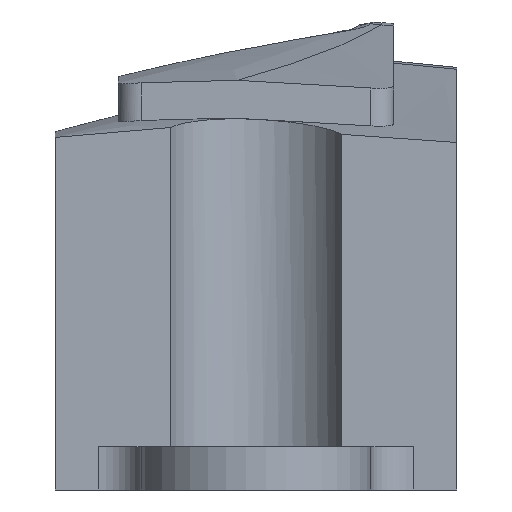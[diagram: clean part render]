
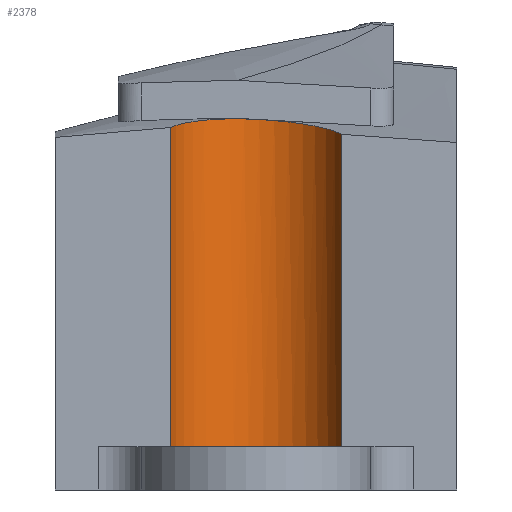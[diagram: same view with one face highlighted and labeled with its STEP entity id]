
A CAD part, left-side view. The second image highlights one B-rep face of the part: STEP entity #2378.
In plain terms, the highlighted cylindrical face has radius 3.15 mm (diameter 6.3 mm), a partial arc.
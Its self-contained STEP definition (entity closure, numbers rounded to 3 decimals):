
#493=CARTESIAN_POINT('',(-17.5,-34.013,15.124));
#494=CARTESIAN_POINT('',(-17.304,-34.078,15.156));
#495=CARTESIAN_POINT('',(-16.931,-34.247,15.216));
#496=CARTESIAN_POINT('',(-16.443,-34.59,15.295));
#497=CARTESIAN_POINT('',(-16.029,-35.017,15.361));
#498=CARTESIAN_POINT('',(-15.702,-35.512,15.408));
#499=CARTESIAN_POINT('',(-15.548,-35.882,15.423));
#500=CARTESIAN_POINT('',(-15.489,-36.074,15.426));
#502=CARTESIAN_POINT('',(-15.489,-36.074,15.426));
#503=CARTESIAN_POINT('',(-15.411,-36.328,15.429));
#504=CARTESIAN_POINT('',(-15.319,-36.859,15.421));
#505=CARTESIAN_POINT('',(-15.386,-37.67,15.37));
#506=CARTESIAN_POINT('',(-15.659,-38.439,15.283));
#507=CARTESIAN_POINT('',(-16.121,-39.118,15.167));
#508=CARTESIAN_POINT('',(-16.745,-39.659,15.031));
#509=CARTESIAN_POINT('',(-17.24,-39.9,14.934));
#510=CARTESIAN_POINT('',(-17.5,-39.987,14.886));
#512=CARTESIAN_POINT('',(-18.5,-37.,4.));
#513=DIRECTION('',(0.,0.,1.));
#514=DIRECTION('',(0.317,-0.948,0.));
#515=AXIS2_PLACEMENT_3D('',#512,#513,#514);
#532=DIRECTION('',(0.,0.,1.));
#533=VECTOR('',#532,11.124);
#534=CARTESIAN_POINT('',(-17.5,-34.013,4.));
#535=LINE('',#534,#533);
#540=DIRECTION('',(0.,0.,1.));
#541=VECTOR('',#540,10.886);
#542=CARTESIAN_POINT('',(-17.5,-39.987,4.));
#543=LINE('',#542,#541);
#548=CARTESIAN_POINT('',(-17.5,-39.987,14.886));
#1527=VERTEX_POINT('',#493);
#1528=VERTEX_POINT('',#500);
#1531=VERTEX_POINT('',#548);
#1533=CARTESIAN_POINT('',(-17.5,-34.013,4.));
#1534=VERTEX_POINT('',#1533);
#1535=CARTESIAN_POINT('',(-17.5,-39.987,4.));
#1536=VERTEX_POINT('',#1535);
#2364=CARTESIAN_POINT('',(-18.5,-37.,2.5));
#2365=DIRECTION('',(0.,0.,1.));
#2366=DIRECTION('',(1.,0.,0.));
#2367=AXIS2_PLACEMENT_3D('',#2364,#2365,#2366);
#2368=CYLINDRICAL_SURFACE('',#2367,3.15);
#2370=ORIENTED_EDGE('',*,*,#2369,.T.);
#2371=ORIENTED_EDGE('',*,*,#2353,.T.);
#2372=ORIENTED_EDGE('',*,*,#1975,.T.);
#2374=ORIENTED_EDGE('',*,*,#2373,.F.);
#2375=ORIENTED_EDGE('',*,*,#1820,.T.);
#2376=EDGE_LOOP('',(#2370,#2371,#2372,#2374,#2375));
#2377=FACE_OUTER_BOUND('',#2376,.F.);
#2378=ADVANCED_FACE('',(#2377),#2368,.F.);
#501=B_SPLINE_CURVE_WITH_KNOTS('',3,(#493,#494,#495,#496,#497,#498,#499,#500),
.UNSPECIFIED.,.F.,.F.,(4,1,1,1,1,4),(0.,0.2,0.4,0.6,0.8,1.),
.UNSPECIFIED.);
#511=B_SPLINE_CURVE_WITH_KNOTS('',3,(#502,#503,#504,#505,#506,#507,#508,#509,
#510),.UNSPECIFIED.,.F.,.F.,(4,1,1,1,1,1,4),(0.,0.167,
0.333,0.5,0.667,0.833,1.),
.UNSPECIFIED.);
#516=CIRCLE('',#515,3.15);
#1820=EDGE_CURVE('',#1536,#1534,#516,.T.);
#1975=EDGE_CURVE('',#1528,#1531,#511,.T.);
#2353=EDGE_CURVE('',#1527,#1528,#501,.T.);
#2369=EDGE_CURVE('',#1534,#1527,#535,.T.);
#2373=EDGE_CURVE('',#1536,#1531,#543,.T.);
